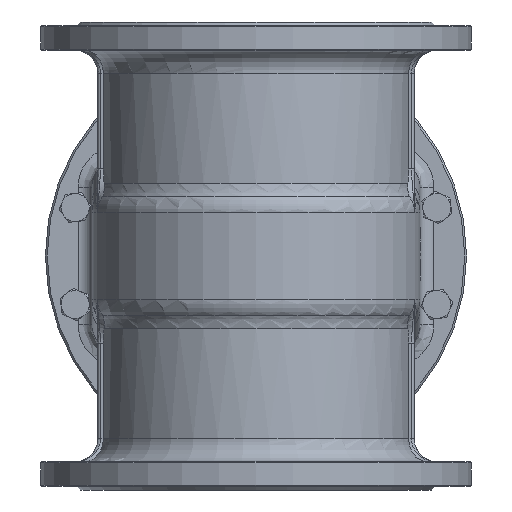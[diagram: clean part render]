
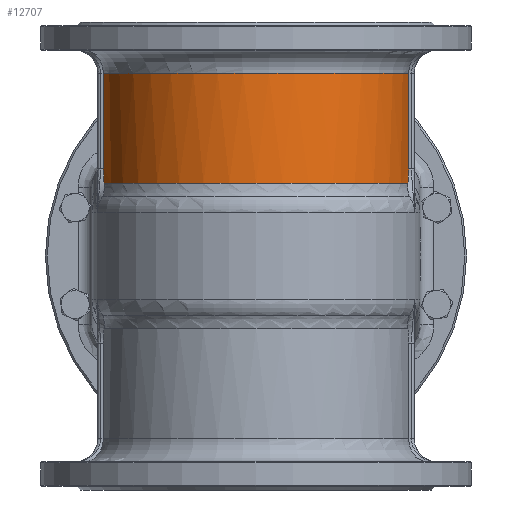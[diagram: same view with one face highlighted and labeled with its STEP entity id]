
A CAD part, front view. The second image highlights one B-rep face of the part: STEP entity #12707.
In plain terms, the highlighted cylindrical face has radius 165 mm (diameter 330 mm), a partial arc.
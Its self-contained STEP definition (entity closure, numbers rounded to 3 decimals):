
#778=CYLINDRICAL_SURFACE('',#13973,165.);
#1427=LINE('',#24202,#2168);
#1428=LINE('',#24433,#2169);
#2168=VECTOR('',#16726,10.);
#2169=VECTOR('',#16745,10.);
#3021=FACE_OUTER_BOUND('',#3822,.T.);
#3822=EDGE_LOOP('',(#10355,#10356,#10357,#10358,#10359,#10360));
#4550=CIRCLE('',#13969,165.);
#4554=CIRCLE('',#13974,165.);
#4979=B_SPLINE_CURVE_WITH_KNOTS('',3,(#24254,#24255,#24256,#24257,#24258,
#24259),.UNSPECIFIED.,.F.,.F.,(4,2,4),(0.,0.875,1.733),
 .UNSPECIFIED.);
#4984=B_SPLINE_CURVE_WITH_KNOTS('',3,(#24423,#24424,#24425,#24426,#24427,
#24428),.UNSPECIFIED.,.F.,.F.,(4,2,4),(0.,0.858,
1.749),.UNSPECIFIED.);
#5846=VERTEX_POINT('',#24184);
#5847=VERTEX_POINT('',#24201);
#5848=VERTEX_POINT('',#24253);
#5851=VERTEX_POINT('',#24316);
#5854=VERTEX_POINT('',#24422);
#5855=VERTEX_POINT('',#24431);
#7401=EDGE_CURVE('',#5846,#5847,#1427,.T.);
#7403=EDGE_CURVE('',#5847,#5848,#4979,.T.);
#7407=EDGE_CURVE('',#5851,#5848,#4550,.T.);
#7412=EDGE_CURVE('',#5851,#5854,#4984,.T.);
#7414=EDGE_CURVE('',#5846,#5855,#4554,.T.);
#7415=EDGE_CURVE('',#5855,#5854,#1428,.T.);
#10355=ORIENTED_EDGE('',*,*,#7403,.F.);
#10356=ORIENTED_EDGE('',*,*,#7401,.F.);
#10357=ORIENTED_EDGE('',*,*,#7414,.T.);
#10358=ORIENTED_EDGE('',*,*,#7415,.T.);
#10359=ORIENTED_EDGE('',*,*,#7412,.F.);
#10360=ORIENTED_EDGE('',*,*,#7407,.T.);
#12707=ADVANCED_FACE('',(#3021),#778,.T.);
#13969=AXIS2_PLACEMENT_3D('',#24317,#16733,#16734);
#13973=AXIS2_PLACEMENT_3D('',#24430,#16741,#16742);
#13974=AXIS2_PLACEMENT_3D('',#24432,#16743,#16744);
#16726=DIRECTION('',(0.,0.,-1.));
#16733=DIRECTION('center_axis',(0.,0.,1.));
#16734=DIRECTION('ref_axis',(0.,-1.,0.));
#16741=DIRECTION('center_axis',(0.,0.,1.));
#16742=DIRECTION('ref_axis',(1.,0.,0.));
#16743=DIRECTION('center_axis',(0.,0.,-1.));
#16744=DIRECTION('ref_axis',(0.,-1.,0.));
#16745=DIRECTION('',(0.,0.,-1.));
#24184=CARTESIAN_POINT('',(163.095,-25.,445.));
#24201=CARTESIAN_POINT('',(163.095,-25.,344.462));
#24202=CARTESIAN_POINT('',(163.095,-25.,470.));
#24253=CARTESIAN_POINT('',(162.286,-29.804,327.984));
#24254=CARTESIAN_POINT('Ctrl Pts',(163.095,-25.,344.462));
#24255=CARTESIAN_POINT('Ctrl Pts',(163.095,-25.,341.545));
#24256=CARTESIAN_POINT('Ctrl Pts',(163.033,-25.412,338.643));
#24257=CARTESIAN_POINT('Ctrl Pts',(162.772,-27.035,333.073));
#24258=CARTESIAN_POINT('Ctrl Pts',(162.574,-28.235,330.389));
#24259=CARTESIAN_POINT('Ctrl Pts',(162.286,-29.803,327.983));
#24316=CARTESIAN_POINT('',(-162.286,-29.804,327.984));
#24317=CARTESIAN_POINT('Origin',(0.,0.,327.984));
#24422=CARTESIAN_POINT('',(-163.095,-25.,344.462));
#24423=CARTESIAN_POINT('Ctrl Pts',(-162.286,-29.803,
327.983));
#24424=CARTESIAN_POINT('Ctrl Pts',(-162.572,-28.248,
330.368));
#24425=CARTESIAN_POINT('Ctrl Pts',(-162.769,-27.056,
333.026));
#24426=CARTESIAN_POINT('Ctrl Pts',(-163.032,-25.419,
338.592));
#24427=CARTESIAN_POINT('Ctrl Pts',(-163.095,-25.,
341.52));
#24428=CARTESIAN_POINT('Ctrl Pts',(-163.095,-25.,
344.462));
#24430=CARTESIAN_POINT('Origin',(0.,0.,470.));
#24431=CARTESIAN_POINT('',(-163.095,-25.,445.));
#24432=CARTESIAN_POINT('Origin',(0.,0.,445.));
#24433=CARTESIAN_POINT('',(-163.095,-25.,470.));
